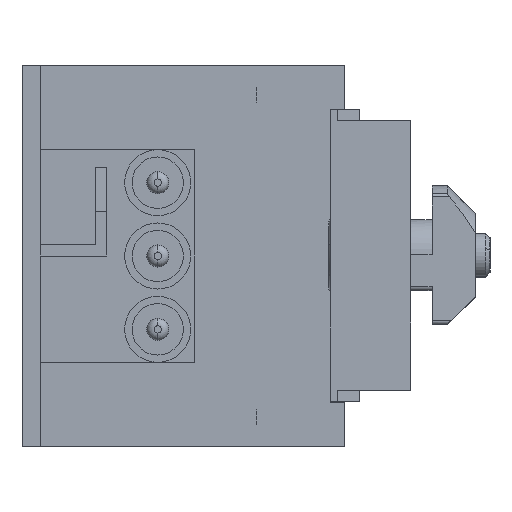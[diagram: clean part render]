
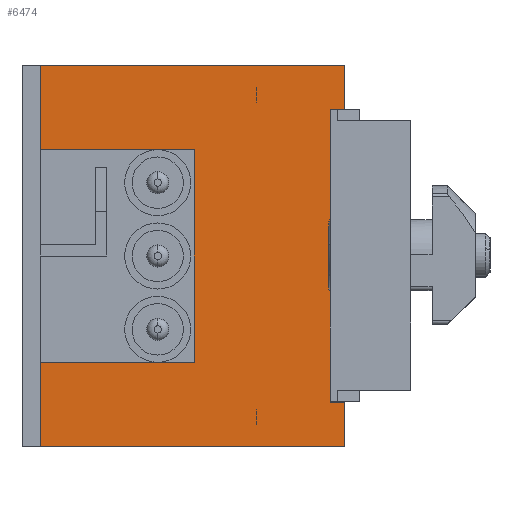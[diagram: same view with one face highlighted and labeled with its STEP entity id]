
A CAD part, left-side view. The second image highlights one B-rep face of the part: STEP entity #6474.
In plain terms, the highlighted planar face has unit normal (-1, 0, 0).
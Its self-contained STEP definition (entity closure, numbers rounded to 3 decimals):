
#12 = CARTESIAN_POINT ( 'NONE',  ( -109., -1.25, -20. ) ) ;
#22 = CARTESIAN_POINT ( 'NONE',  ( -109., -1.25, -14.5 ) ) ;
#42 = DIRECTION ( 'NONE',  ( 0., -1., 0. ) ) ;
#63 = EDGE_CURVE ( 'NONE', #5162, #186, #4481, .T. ) ;
#105 = DIRECTION ( 'NONE',  ( 0., 0., -1. ) ) ;
#106 = DIRECTION ( 'NONE',  ( 0., 0., -1. ) ) ;
#139 = LINE ( 'NONE', #7676, #5131 ) ;
#186 = VERTEX_POINT ( 'NONE', #6363 ) ;
#209 = VERTEX_POINT ( 'NONE', #2948 ) ;
#230 = DIRECTION ( 'NONE',  ( 0., 1., 0. ) ) ;
#308 = VECTOR ( 'NONE', #230, 1000. ) ;
#404 = VERTEX_POINT ( 'NONE', #417 ) ;
#417 = CARTESIAN_POINT ( 'NONE',  ( -109., -22., 20. ) ) ;
#569 = AXIS2_PLACEMENT_3D ( 'NONE', #8169, #4664, #6157 ) ;
#702 = EDGE_CURVE ( 'NONE', #1723, #7748, #7186, .T. ) ;
#823 = DIRECTION ( 'NONE',  ( 0., 0., -1. ) ) ;
#863 = VERTEX_POINT ( 'NONE', #2578 ) ;
#945 = CARTESIAN_POINT ( 'NONE',  ( -109., 19.5, 0. ) ) ;
#1166 = CARTESIAN_POINT ( 'NONE',  ( -109., 0., -26. ) ) ;
#1270 = ORIENTED_EDGE ( 'NONE', *, *, #1761, .F. ) ;
#1558 = LINE ( 'NONE', #4981, #7538 ) ;
#1587 = ORIENTED_EDGE ( 'NONE', *, *, #702, .F. ) ;
#1589 = CARTESIAN_POINT ( 'NONE',  ( -109., -1.25, 14.5 ) ) ;
#1720 = VECTOR ( 'NONE', #4761, 1000. ) ;
#1723 = VERTEX_POINT ( 'NONE', #6449 ) ;
#1761 = EDGE_CURVE ( 'NONE', #8671, #404, #6612, .T. ) ;
#2010 = VECTOR ( 'NONE', #8015, 1000. ) ;
#2012 = CARTESIAN_POINT ( 'NONE',  ( -109., -1.5, 0. ) ) ;
#2249 = DIRECTION ( 'NONE',  ( 0., -1., 0. ) ) ;
#2281 = LINE ( 'NONE', #6922, #1720 ) ;
#2356 = CARTESIAN_POINT ( 'NONE',  ( -109., 19.5, 26. ) ) ;
#2367 = VECTOR ( 'NONE', #42, 1000. ) ;
#2445 = EDGE_CURVE ( 'NONE', #186, #209, #7771, .T. ) ;
#2563 = VECTOR ( 'NONE', #106, 1000. ) ;
#2578 = CARTESIAN_POINT ( 'NONE',  ( -109., -1.5, -14.5 ) ) ;
#2733 = CARTESIAN_POINT ( 'NONE',  ( -109., 19.5, -26. ) ) ;
#2948 = CARTESIAN_POINT ( 'NONE',  ( -109., -22., -26. ) ) ;
#3204 = CARTESIAN_POINT ( 'NONE',  ( -109., 19.5, 14.5 ) ) ;
#3269 = PLANE ( 'NONE',  #569 ) ;
#3333 = ORIENTED_EDGE ( 'NONE', *, *, #7303, .T. ) ;
#3422 = DIRECTION ( 'NONE',  ( 0., 1., 0. ) ) ;
#3652 = CARTESIAN_POINT ( 'NONE',  ( -109., -20., -20. ) ) ;
#3690 = CARTESIAN_POINT ( 'NONE',  ( -109., -22., 0. ) ) ;
#3810 = ORIENTED_EDGE ( 'NONE', *, *, #7833, .F. ) ;
#3878 = LINE ( 'NONE', #945, #2010 ) ;
#3964 = VECTOR ( 'NONE', #7733, 1000. ) ;
#3983 = CARTESIAN_POINT ( 'NONE',  ( -109., -1.25, 26. ) ) ;
#4247 = EDGE_LOOP ( 'NONE', ( #5345, #4248, #1270, #6491, #4672, #1587, #6232, #9072, #3333, #3810, #5279, #8129 ) ) ;
#4248 = ORIENTED_EDGE ( 'NONE', *, *, #6668, .F. ) ;
#4481 = LINE ( 'NONE', #12, #2367 ) ;
#4664 = DIRECTION ( 'NONE',  ( 1., 0., 0. ) ) ;
#4672 = ORIENTED_EDGE ( 'NONE', *, *, #4748, .F. ) ;
#4748 = EDGE_CURVE ( 'NONE', #7748, #7304, #2281, .T. ) ;
#4761 = DIRECTION ( 'NONE',  ( 0., 0., 1. ) ) ;
#4786 = LINE ( 'NONE', #22, #7216 ) ;
#4981 = CARTESIAN_POINT ( 'NONE',  ( -109., -20., 0. ) ) ;
#5131 = VECTOR ( 'NONE', #3422, 1000. ) ;
#5162 = VERTEX_POINT ( 'NONE', #3652 ) ;
#5188 = CARTESIAN_POINT ( 'NONE',  ( -109., -22., 26. ) ) ;
#5238 = FACE_OUTER_BOUND ( 'NONE', #4247, .T. ) ;
#5279 = ORIENTED_EDGE ( 'NONE', *, *, #2445, .F. ) ;
#5345 = ORIENTED_EDGE ( 'NONE', *, *, #6828, .F. ) ;
#5583 = CARTESIAN_POINT ( 'NONE',  ( -109., 19.5, -14.5 ) ) ;
#6006 = LINE ( 'NONE', #1166, #6334 ) ;
#6043 = VERTEX_POINT ( 'NONE', #7879 ) ;
#6139 = DIRECTION ( 'NONE',  ( 0., -1., 0. ) ) ;
#6157 = DIRECTION ( 'NONE',  ( 0., 0., -1. ) ) ;
#6174 = VECTOR ( 'NONE', #823, 1000. ) ;
#6232 = ORIENTED_EDGE ( 'NONE', *, *, #8531, .F. ) ;
#6334 = VECTOR ( 'NONE', #7514, 1000. ) ;
#6363 = CARTESIAN_POINT ( 'NONE',  ( -109., -22., -20. ) ) ;
#6449 = CARTESIAN_POINT ( 'NONE',  ( -109., -1.5, 14.5 ) ) ;
#6474 = ADVANCED_FACE ( 'NONE', ( #5238 ), #3269, .F. ) ;
#6491 = ORIENTED_EDGE ( 'NONE', *, *, #7374, .F. ) ;
#6612 = LINE ( 'NONE', #3690, #6174 ) ;
#6663 = VERTEX_POINT ( 'NONE', #2733 ) ;
#6668 = EDGE_CURVE ( 'NONE', #404, #6043, #139, .T. ) ;
#6750 = EDGE_CURVE ( 'NONE', #7139, #863, #4786, .T. ) ;
#6828 = EDGE_CURVE ( 'NONE', #6043, #5162, #1558, .T. ) ;
#6922 = CARTESIAN_POINT ( 'NONE',  ( -109., 19.5, 0. ) ) ;
#7126 = CARTESIAN_POINT ( 'NONE',  ( -109., -22., 0. ) ) ;
#7139 = VERTEX_POINT ( 'NONE', #5583 ) ;
#7183 = LINE ( 'NONE', #2012, #3964 ) ;
#7186 = LINE ( 'NONE', #1589, #308 ) ;
#7216 = VECTOR ( 'NONE', #2249, 1000. ) ;
#7303 = EDGE_CURVE ( 'NONE', #7139, #6663, #3878, .T. ) ;
#7304 = VERTEX_POINT ( 'NONE', #2356 ) ;
#7374 = EDGE_CURVE ( 'NONE', #7304, #8671, #8075, .T. ) ;
#7514 = DIRECTION ( 'NONE',  ( 0., 1., 0. ) ) ;
#7538 = VECTOR ( 'NONE', #105, 1000. ) ;
#7676 = CARTESIAN_POINT ( 'NONE',  ( -109., -1.25, 20. ) ) ;
#7733 = DIRECTION ( 'NONE',  ( 0., 0., 1. ) ) ;
#7748 = VERTEX_POINT ( 'NONE', #3204 ) ;
#7771 = LINE ( 'NONE', #7126, #2563 ) ;
#7833 = EDGE_CURVE ( 'NONE', #209, #6663, #6006, .T. ) ;
#7879 = CARTESIAN_POINT ( 'NONE',  ( -109., -20., 20. ) ) ;
#8015 = DIRECTION ( 'NONE',  ( 0., 0., -1. ) ) ;
#8075 = LINE ( 'NONE', #3983, #8400 ) ;
#8129 = ORIENTED_EDGE ( 'NONE', *, *, #63, .F. ) ;
#8169 = CARTESIAN_POINT ( 'NONE',  ( -109., -1.25, 0. ) ) ;
#8400 = VECTOR ( 'NONE', #6139, 1000. ) ;
#8531 = EDGE_CURVE ( 'NONE', #863, #1723, #7183, .T. ) ;
#8671 = VERTEX_POINT ( 'NONE', #5188 ) ;
#9072 = ORIENTED_EDGE ( 'NONE', *, *, #6750, .F. ) ;
